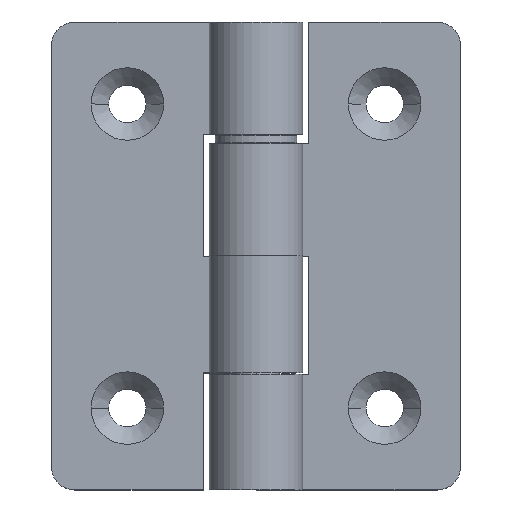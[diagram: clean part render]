
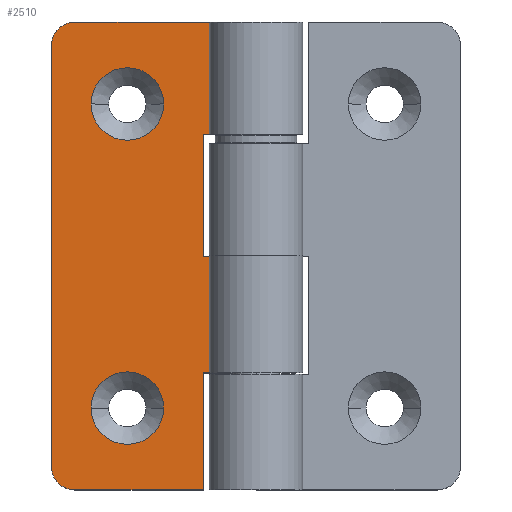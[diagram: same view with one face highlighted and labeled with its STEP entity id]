
A CAD part, top view. The second image highlights one B-rep face of the part: STEP entity #2510.
In plain terms, the highlighted planar face has unit normal (0, 0, 1).
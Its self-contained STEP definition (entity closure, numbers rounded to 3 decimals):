
#759 = CARTESIAN_POINT ( 'NONE',  ( -4.5, 0., -1.5 ) ) ;
#760 = DIRECTION ( 'NONE',  ( -1., 0., 0. ) ) ;
#761 = VECTOR ( 'NONE', #760, 1000. ) ;
#762 = CARTESIAN_POINT ( 'NONE',  ( -3.708, 0., -1.5 ) ) ;
#763 = LINE ( 'NONE', #762, #761 ) ;
#764 = CARTESIAN_POINT ( 'NONE',  ( -3.708, 0., -1.5 ) ) ;
#765 = DIRECTION ( 'NONE',  ( 0., -1., 0. ) ) ;
#766 = VECTOR ( 'NONE', #765, 1000. ) ;
#767 = CARTESIAN_POINT ( 'NONE',  ( -3.708, 20., -1.5 ) ) ;
#768 = LINE ( 'NONE', #767, #766 ) ;
#778 = DIRECTION ( 'NONE',  ( 0., -1., 0. ) ) ;
#779 = VECTOR ( 'NONE', #778, 1000. ) ;
#780 = CARTESIAN_POINT ( 'NONE',  ( -3.708, 20., -1.5 ) ) ;
#781 = LINE ( 'NONE', #780, #779 ) ;
#782 = DIRECTION ( 'NONE',  ( 1., 0., 0. ) ) ;
#783 = DIRECTION ( 'NONE',  ( 0., 0., 1. ) ) ;
#878 = CARTESIAN_POINT ( 'NONE',  ( -17.5, 18., -1.5 ) ) ;
#879 = DIRECTION ( 'NONE',  ( 0., -1., 0. ) ) ;
#880 = VECTOR ( 'NONE', #879, 1000. ) ;
#881 = CARTESIAN_POINT ( 'NONE',  ( -17.5, 20., -1.5 ) ) ;
#882 = LINE ( 'NONE', #881, #880 ) ;
#883 = CARTESIAN_POINT ( 'NONE',  ( -17.5, -18., -1.5 ) ) ;
#902 = CARTESIAN_POINT ( 'NONE',  ( -11., 13., -1.5 ) ) ;
#903 = AXIS2_PLACEMENT_3D ( 'NONE', #902, #783, #782 ) ;
#904 = CIRCLE ( 'NONE', #903, 3.1 ) ;
#905 = DIRECTION ( 'NONE',  ( -1., 0., 0. ) ) ;
#906 = DIRECTION ( 'NONE',  ( 0., 0., -1. ) ) ;
#907 = CARTESIAN_POINT ( 'NONE',  ( -3.708, 20., -1.5 ) ) ;
#908 = AXIS2_PLACEMENT_3D ( 'NONE', #907, #906, #905 ) ;
#909 = PLANE ( 'NONE',  #908 ) ;
#910 = FACE_OUTER_BOUND ( 'NONE', #2614, .T. ) ;
#911 = FACE_BOUND ( 'NONE', #2513, .T. ) ;
#912 = FACE_BOUND ( 'NONE', #2500, .T. ) ;
#944 = CARTESIAN_POINT ( 'NONE',  ( -3.708, 20., -1.5 ) ) ;
#945 = CARTESIAN_POINT ( 'NONE',  ( -3.708, 10.4, -1.5 ) ) ;
#951 = CARTESIAN_POINT ( 'NONE',  ( -11., 13., -1.5 ) ) ;
#952 = CARTESIAN_POINT ( 'NONE',  ( -14.1, 13., -1.5 ) ) ;
#980 = CARTESIAN_POINT ( 'NONE',  ( -15.5, -20., -1.5 ) ) ;
#981 = DIRECTION ( 'NONE',  ( -1., 0., 0. ) ) ;
#982 = DIRECTION ( 'NONE',  ( 0., 0., 1. ) ) ;
#983 = CARTESIAN_POINT ( 'NONE',  ( -15.5, -18., -1.5 ) ) ;
#984 = AXIS2_PLACEMENT_3D ( 'NONE', #983, #982, #981 ) ;
#985 = CIRCLE ( 'NONE', #984, 2. ) ;
#986 = CARTESIAN_POINT ( 'NONE',  ( -4.5, 10.4, -1.5 ) ) ;
#987 = DIRECTION ( 'NONE',  ( 0., 1., 0. ) ) ;
#988 = VECTOR ( 'NONE', #987, 1000. ) ;
#989 = CARTESIAN_POINT ( 'NONE',  ( -4.5, 20., -1.5 ) ) ;
#995 = LINE ( 'NONE', #989, #988 ) ;
#1063 = DIRECTION ( 'NONE',  ( 1., 0., 0. ) ) ;
#1064 = DIRECTION ( 'NONE',  ( 0., 0., 1. ) ) ;
#1065 = CARTESIAN_POINT ( 'NONE',  ( -11., -13., -1.5 ) ) ;
#1066 = AXIS2_PLACEMENT_3D ( 'NONE', #1065, #1064, #1063 ) ;
#1067 = CIRCLE ( 'NONE', #1066, 3.1 ) ;
#1091 = CARTESIAN_POINT ( 'NONE',  ( -7.9, 13., -1.5 ) ) ;
#1092 = DIRECTION ( 'NONE',  ( 1., 0., 0. ) ) ;
#1093 = DIRECTION ( 'NONE',  ( 0., 0., 1. ) ) ;
#1094 = AXIS2_PLACEMENT_3D ( 'NONE', #951, #1093, #1092 ) ;
#1095 = CIRCLE ( 'NONE', #1094, 3.1 ) ;
#1096 = CARTESIAN_POINT ( 'NONE',  ( -3.708, -10., -1.5 ) ) ;
#1097 = DIRECTION ( 'NONE',  ( 1., 0., 0. ) ) ;
#1098 = VECTOR ( 'NONE', #1097, 1000. ) ;
#1099 = CARTESIAN_POINT ( 'NONE',  ( -3.708, -10., -1.5 ) ) ;
#1100 = LINE ( 'NONE', #1099, #1098 ) ;
#1101 = CARTESIAN_POINT ( 'NONE',  ( -4.5, -10., -1.5 ) ) ;
#1102 = DIRECTION ( 'NONE',  ( 0., 1., 0. ) ) ;
#1103 = VECTOR ( 'NONE', #1102, 1000. ) ;
#1104 = CARTESIAN_POINT ( 'NONE',  ( -4.5, 20., -1.5 ) ) ;
#1105 = LINE ( 'NONE', #1104, #1103 ) ;
#1106 = CARTESIAN_POINT ( 'NONE',  ( -4.5, -20., -1.5 ) ) ;
#1107 = DIRECTION ( 'NONE',  ( 1., 0., 0. ) ) ;
#1108 = VECTOR ( 'NONE', #1107, 1000. ) ;
#1109 = CARTESIAN_POINT ( 'NONE',  ( -3.708, -20., -1.5 ) ) ;
#1110 = LINE ( 'NONE', #1109, #1108 ) ;
#1146 = CARTESIAN_POINT ( 'NONE',  ( -7.9, -13., -1.5 ) ) ;
#1147 = DIRECTION ( 'NONE',  ( 1., 0., 0. ) ) ;
#1148 = DIRECTION ( 'NONE',  ( 0., 0., 1. ) ) ;
#1149 = CARTESIAN_POINT ( 'NONE',  ( -11., -13., -1.5 ) ) ;
#1150 = AXIS2_PLACEMENT_3D ( 'NONE', #1149, #1148, #1147 ) ;
#1151 = CIRCLE ( 'NONE', #1150, 3.1 ) ;
#1152 = CARTESIAN_POINT ( 'NONE',  ( -14.1, -13., -1.5 ) ) ;
#1260 = DIRECTION ( 'NONE',  ( -1., 0., 0. ) ) ;
#1261 = DIRECTION ( 'NONE',  ( 0., 0., 1. ) ) ;
#1262 = CARTESIAN_POINT ( 'NONE',  ( -15.5, 18., -1.5 ) ) ;
#1263 = AXIS2_PLACEMENT_3D ( 'NONE', #1262, #1261, #1260 ) ;
#1264 = CIRCLE ( 'NONE', #1263, 2. ) ;
#1391 = CARTESIAN_POINT ( 'NONE',  ( -15.5, 20., -1.5 ) ) ;
#1392 = DIRECTION ( 'NONE',  ( 1., 0., 0. ) ) ;
#1393 = VECTOR ( 'NONE', #1392, 1000. ) ;
#1394 = CARTESIAN_POINT ( 'NONE',  ( -3.708, 20., -1.5 ) ) ;
#1395 = LINE ( 'NONE', #1394, #1393 ) ;
#1396 = DIRECTION ( 'NONE',  ( 1., 0., 0. ) ) ;
#1397 = VECTOR ( 'NONE', #1396, 1000. ) ;
#1398 = CARTESIAN_POINT ( 'NONE',  ( -3.708, 10.4, -1.5 ) ) ;
#1399 = LINE ( 'NONE', #1398, #1397 ) ;
#2496 = VERTEX_POINT ( 'NONE', #883 ) ;
#2498 = EDGE_CURVE ( 'NONE', #2499, #2496, #882, .T. ) ;
#2499 = VERTEX_POINT ( 'NONE', #878 ) ;
#2500 = EDGE_LOOP ( 'NONE', ( #2511, #2570 ) ) ;
#2501 = ORIENTED_EDGE ( 'NONE', *, *, #2502, .F. ) ;
#2502 = EDGE_CURVE ( 'NONE', #2503, #2627, #768, .T. ) ;
#2503 = VERTEX_POINT ( 'NONE', #764 ) ;
#2504 = ORIENTED_EDGE ( 'NONE', *, *, #2505, .T. ) ;
#2505 = EDGE_CURVE ( 'NONE', #2503, #2506, #763, .T. ) ;
#2506 = VERTEX_POINT ( 'NONE', #759 ) ;
#2507 = ORIENTED_EDGE ( 'NONE', *, *, #2610, .T. ) ;
#2510 = ADVANCED_FACE ( 'NONE', ( #912, #911, #910 ), #909, .F. ) ;
#2511 = ORIENTED_EDGE ( 'NONE', *, *, #2512, .F. ) ;
#2512 = EDGE_CURVE ( 'NONE', #2557, #2554, #904, .T. ) ;
#2513 = EDGE_LOOP ( 'NONE', ( #2571, #2613 ) ) ;
#2514 = EDGE_CURVE ( 'NONE', #2522, #2521, #781, .T. ) ;
#2521 = VERTEX_POINT ( 'NONE', #945 ) ;
#2522 = VERTEX_POINT ( 'NONE', #944 ) ;
#2554 = VERTEX_POINT ( 'NONE', #952 ) ;
#2556 = EDGE_CURVE ( 'NONE', #2554, #2557, #1095, .T. ) ;
#2557 = VERTEX_POINT ( 'NONE', #1091 ) ;
#2570 = ORIENTED_EDGE ( 'NONE', *, *, #2556, .F. ) ;
#2571 = ORIENTED_EDGE ( 'NONE', *, *, #2572, .F. ) ;
#2572 = EDGE_CURVE ( 'NONE', #2647, #2644, #1067, .T. ) ;
#2610 = EDGE_CURVE ( 'NONE', #2506, #2611, #995, .T. ) ;
#2611 = VERTEX_POINT ( 'NONE', #986 ) ;
#2612 = ORIENTED_EDGE ( 'NONE', *, *, #2752, .T. ) ;
#2613 = ORIENTED_EDGE ( 'NONE', *, *, #2646, .F. ) ;
#2614 = EDGE_LOOP ( 'NONE', ( #2615, #2616, #2619, #2622, #2625, #2501, #2504, #2507, #2612, #2753, #2754, #2757 ) ) ;
#2615 = ORIENTED_EDGE ( 'NONE', *, *, #2498, .T. ) ;
#2616 = ORIENTED_EDGE ( 'NONE', *, *, #2617, .T. ) ;
#2617 = EDGE_CURVE ( 'NONE', #2496, #2618, #985, .T. ) ;
#2618 = VERTEX_POINT ( 'NONE', #980 ) ;
#2619 = ORIENTED_EDGE ( 'NONE', *, *, #2620, .T. ) ;
#2620 = EDGE_CURVE ( 'NONE', #2618, #2621, #1110, .T. ) ;
#2621 = VERTEX_POINT ( 'NONE', #1106 ) ;
#2622 = ORIENTED_EDGE ( 'NONE', *, *, #2623, .T. ) ;
#2623 = EDGE_CURVE ( 'NONE', #2621, #2624, #1105, .T. ) ;
#2624 = VERTEX_POINT ( 'NONE', #1101 ) ;
#2625 = ORIENTED_EDGE ( 'NONE', *, *, #2626, .T. ) ;
#2626 = EDGE_CURVE ( 'NONE', #2624, #2627, #1100, .T. ) ;
#2627 = VERTEX_POINT ( 'NONE', #1096 ) ;
#2644 = VERTEX_POINT ( 'NONE', #1152 ) ;
#2646 = EDGE_CURVE ( 'NONE', #2644, #2647, #1151, .T. ) ;
#2647 = VERTEX_POINT ( 'NONE', #1146 ) ;
#2752 = EDGE_CURVE ( 'NONE', #2611, #2521, #1399, .T. ) ;
#2753 = ORIENTED_EDGE ( 'NONE', *, *, #2514, .F. ) ;
#2754 = ORIENTED_EDGE ( 'NONE', *, *, #2755, .F. ) ;
#2755 = EDGE_CURVE ( 'NONE', #2756, #2522, #1395, .T. ) ;
#2756 = VERTEX_POINT ( 'NONE', #1391 ) ;
#2757 = ORIENTED_EDGE ( 'NONE', *, *, #2758, .T. ) ;
#2758 = EDGE_CURVE ( 'NONE', #2756, #2499, #1264, .T. ) ;
